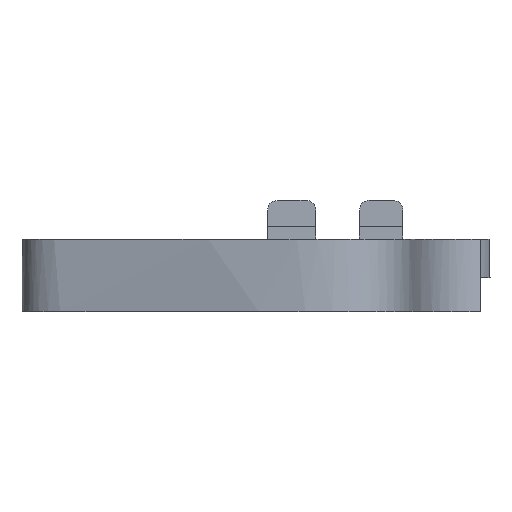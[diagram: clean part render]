
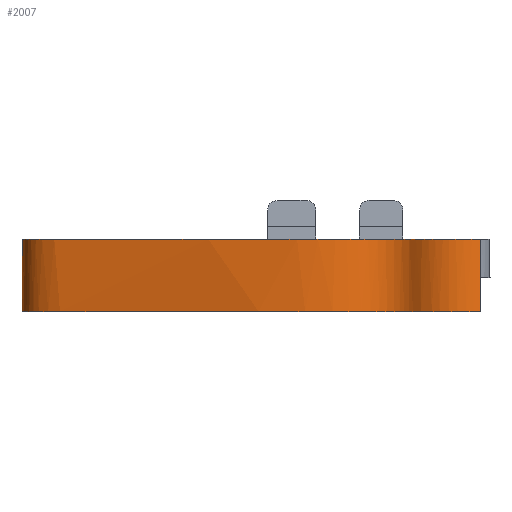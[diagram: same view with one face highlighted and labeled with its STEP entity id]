
A CAD part, left-side view. The second image highlights one B-rep face of the part: STEP entity #2007.
In plain terms, the highlighted free-form (B-spline) face has degree [5, 1] with [25, 2] control points.
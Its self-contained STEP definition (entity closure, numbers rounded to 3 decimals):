
#25=(
BOUNDED_SURFACE()
B_SPLINE_SURFACE(5,1,((#3561,#3562),(#3563,#3564),(#3565,#3566),(#3567,
#3568),(#3569,#3570),(#3571,#3572),(#3573,#3574),(#3575,#3576),(#3577,#3578),
(#3579,#3580),(#3581,#3582),(#3583,#3584),(#3585,#3586),(#3587,#3588),(#3589,
#3590),(#3591,#3592),(#3593,#3594),(#3595,#3596),(#3597,#3598),(#3599,#3600),
(#3601,#3602),(#3603,#3604),(#3605,#3606),(#3607,#3608),(#3609,#3610)),
 .UNSPECIFIED.,.F.,.F.,.F.)
B_SPLINE_SURFACE_WITH_KNOTS((6,1,1,1,1,1,1,1,1,1,1,1,1,1,1,1,1,1,1,1,6),
(2,2),(-1.,-0.95,-0.9,-0.85,-0.8,-0.75,-0.7,-0.65,-0.6,-0.55,-0.5,-0.45,
-0.4,-0.35,-0.3,-0.25,-0.2,-0.15,-0.1,-0.05,0.),(0.,0.75),.UNSPECIFIED.)
GEOMETRIC_REPRESENTATION_ITEM()
RATIONAL_B_SPLINE_SURFACE(((1.,1.),(1.,1.),(1.,1.),(1.,1.),(1.,1.),(1.,
1.),(1.,1.),(1.,1.),(1.,1.),(1.,1.),(1.,1.),(1.,1.),(1.,1.),(1.,1.),(1.,
1.),(1.,1.),(1.,1.),(1.,1.),(1.,1.),(1.,1.),(1.,1.),(1.,1.),(1.,1.),(1.,
1.),(1.,1.)))
REPRESENTATION_ITEM('')
SURFACE()
);
#32=(
BOUNDED_CURVE()
B_SPLINE_CURVE(5,(#3261,#3262,#3263,#3264,#3265,#3266,#3267,#3268,#3269,
#3270,#3271,#3272,#3273,#3274,#3275,#3276,#3277,#3278,#3279,#3280,#3281,
#3282,#3283,#3284,#3285),.UNSPECIFIED.,.F.,.F.)
B_SPLINE_CURVE_WITH_KNOTS((6,1,1,1,1,1,1,1,1,1,1,1,1,1,1,1,1,1,1,1,6),(0.,
0.05,0.1,0.15,0.2,0.25,0.3,0.35,0.4,0.45,0.5,0.55,0.6,0.65,0.7,0.75,0.8,
0.85,0.9,0.95,1.),.UNSPECIFIED.)
CURVE()
GEOMETRIC_REPRESENTATION_ITEM()
RATIONAL_B_SPLINE_CURVE((1.,1.,1.,1.,1.,1.,1.,1.,1.,1.,1.,1.,1.,1.,1.,1.,
1.,1.,1.,1.,1.,1.,1.,1.,1.))
REPRESENTATION_ITEM('')
);
#36=(
BOUNDED_CURVE()
B_SPLINE_CURVE(5,(#3449,#3450,#3451,#3452,#3453,#3454,#3455,#3456,#3457,
#3458,#3459,#3460,#3461,#3462,#3463,#3464,#3465,#3466,#3467,#3468,#3469,
#3470,#3471,#3472,#3473),.UNSPECIFIED.,.F.,.F.)
B_SPLINE_CURVE_WITH_KNOTS((6,1,1,1,1,1,1,1,1,1,1,1,1,1,1,1,1,1,1,1,6),(-1.,
-0.95,-0.9,-0.85,-0.8,-0.75,-0.7,-0.65,-0.6,-0.55,-0.5,-0.45,-0.4,-0.35,
-0.3,-0.25,-0.2,-0.15,-0.1,-0.05,0.),.UNSPECIFIED.)
CURVE()
GEOMETRIC_REPRESENTATION_ITEM()
RATIONAL_B_SPLINE_CURVE((1.,1.,1.,1.,1.,1.,1.,1.,1.,1.,1.,1.,1.,1.,1.,1.,
1.,1.,1.,1.,1.,1.,1.,1.,1.))
REPRESENTATION_ITEM('')
);
#252=FACE_OUTER_BOUND('',#371,.T.);
#371=EDGE_LOOP('',(#1882,#1883,#1884,#1885));
#600=LINE('',#3560,#829);
#601=LINE('',#3611,#830);
#829=VECTOR('',#2693,10.);
#830=VECTOR('',#2694,10.);
#1029=VERTEX_POINT('',#3239);
#1030=VERTEX_POINT('',#3260);
#1053=VERTEX_POINT('',#3446);
#1054=VERTEX_POINT('',#3448);
#1275=EDGE_CURVE('',#1030,#1029,#32,.T.);
#1313=EDGE_CURVE('',#1054,#1053,#36,.T.);
#1332=EDGE_CURVE('',#1030,#1053,#600,.T.);
#1333=EDGE_CURVE('',#1029,#1054,#601,.T.);
#1882=ORIENTED_EDGE('',*,*,#1275,.T.);
#1883=ORIENTED_EDGE('',*,*,#1333,.T.);
#1884=ORIENTED_EDGE('',*,*,#1313,.T.);
#1885=ORIENTED_EDGE('',*,*,#1332,.F.);
#2007=ADVANCED_FACE('',(#252),#25,.F.);
#2693=DIRECTION('',(0.,0.,-1.));
#2694=DIRECTION('',(0.,0.,-1.));
#3239=CARTESIAN_POINT('',(-86.,23.,-3.5));
#3260=CARTESIAN_POINT('',(-79.307,-14.075,-3.5));
#3261=CARTESIAN_POINT('Ctrl Pts',(-79.307,-14.075,-3.5));
#3262=CARTESIAN_POINT('Ctrl Pts',(-79.54,-13.495,-3.5));
#3263=CARTESIAN_POINT('Ctrl Pts',(-80.145,-12.399,-3.5));
#3264=CARTESIAN_POINT('Ctrl Pts',(-81.466,-10.941,-3.5));
#3265=CARTESIAN_POINT('Ctrl Pts',(-84.056,-9.369,-3.5));
#3266=CARTESIAN_POINT('Ctrl Pts',(-88.673,-8.038,-3.5));
#3267=CARTESIAN_POINT('Ctrl Pts',(-94.575,-7.313,-3.5));
#3268=CARTESIAN_POINT('Ctrl Pts',(-101.634,-7.222,-3.5));
#3269=CARTESIAN_POINT('Ctrl Pts',(-109.184,-7.364,-3.5));
#3270=CARTESIAN_POINT('Ctrl Pts',(-116.281,-7.085,-3.5));
#3271=CARTESIAN_POINT('Ctrl Pts',(-121.961,-5.692,-3.5));
#3272=CARTESIAN_POINT('Ctrl Pts',(-125.494,-2.633,-3.5));
#3273=CARTESIAN_POINT('Ctrl Pts',(-126.641,2.303,-3.5));
#3274=CARTESIAN_POINT('Ctrl Pts',(-125.937,8.774,-3.5));
#3275=CARTESIAN_POINT('Ctrl Pts',(-124.295,16.05,-3.5));
#3276=CARTESIAN_POINT('Ctrl Pts',(-122.585,23.173,-3.5));
#3277=CARTESIAN_POINT('Ctrl Pts',(-121.223,29.124,-3.5));
#3278=CARTESIAN_POINT('Ctrl Pts',(-119.763,32.961,-3.5));
#3279=CARTESIAN_POINT('Ctrl Pts',(-116.378,34.026,-3.5));
#3280=CARTESIAN_POINT('Ctrl Pts',(-110.798,32.663,-3.5));
#3281=CARTESIAN_POINT('Ctrl Pts',(-103.361,29.687,-3.5));
#3282=CARTESIAN_POINT('Ctrl Pts',(-96.547,26.834,-3.5));
#3283=CARTESIAN_POINT('Ctrl Pts',(-91.287,24.82,-3.5));
#3284=CARTESIAN_POINT('Ctrl Pts',(-87.765,23.588,-3.5));
#3285=CARTESIAN_POINT('Ctrl Pts',(-86.,23.,-3.5));
#3446=CARTESIAN_POINT('',(-79.307,-14.075,-11.));
#3448=CARTESIAN_POINT('',(-86.,23.,-11.));
#3449=CARTESIAN_POINT('Ctrl Pts',(-86.,23.,-11.));
#3450=CARTESIAN_POINT('Ctrl Pts',(-87.765,23.588,-11.));
#3451=CARTESIAN_POINT('Ctrl Pts',(-91.287,24.82,-11.));
#3452=CARTESIAN_POINT('Ctrl Pts',(-96.547,26.834,-11.));
#3453=CARTESIAN_POINT('Ctrl Pts',(-103.361,29.687,-11.));
#3454=CARTESIAN_POINT('Ctrl Pts',(-110.798,32.663,-11.));
#3455=CARTESIAN_POINT('Ctrl Pts',(-116.378,34.026,-11.));
#3456=CARTESIAN_POINT('Ctrl Pts',(-119.763,32.961,-11.));
#3457=CARTESIAN_POINT('Ctrl Pts',(-121.223,29.124,-11.));
#3458=CARTESIAN_POINT('Ctrl Pts',(-122.585,23.173,-11.));
#3459=CARTESIAN_POINT('Ctrl Pts',(-124.295,16.05,-11.));
#3460=CARTESIAN_POINT('Ctrl Pts',(-125.937,8.774,-11.));
#3461=CARTESIAN_POINT('Ctrl Pts',(-126.641,2.303,-11.));
#3462=CARTESIAN_POINT('Ctrl Pts',(-125.494,-2.633,-11.));
#3463=CARTESIAN_POINT('Ctrl Pts',(-121.961,-5.692,-11.));
#3464=CARTESIAN_POINT('Ctrl Pts',(-116.281,-7.085,-11.));
#3465=CARTESIAN_POINT('Ctrl Pts',(-109.184,-7.364,-11.));
#3466=CARTESIAN_POINT('Ctrl Pts',(-101.634,-7.222,-11.));
#3467=CARTESIAN_POINT('Ctrl Pts',(-94.575,-7.313,-11.));
#3468=CARTESIAN_POINT('Ctrl Pts',(-88.673,-8.038,-11.));
#3469=CARTESIAN_POINT('Ctrl Pts',(-84.056,-9.369,-11.));
#3470=CARTESIAN_POINT('Ctrl Pts',(-81.466,-10.941,-11.));
#3471=CARTESIAN_POINT('Ctrl Pts',(-80.145,-12.399,-11.));
#3472=CARTESIAN_POINT('Ctrl Pts',(-79.54,-13.495,-11.));
#3473=CARTESIAN_POINT('Ctrl Pts',(-79.307,-14.075,-11.));
#3560=CARTESIAN_POINT('',(-79.307,-14.075,-3.5));
#3561=CARTESIAN_POINT('Ctrl Pts',(-86.,23.,-3.5));
#3562=CARTESIAN_POINT('Ctrl Pts',(-86.,23.,-11.));
#3563=CARTESIAN_POINT('Ctrl Pts',(-87.765,23.588,-3.5));
#3564=CARTESIAN_POINT('Ctrl Pts',(-87.765,23.588,-11.));
#3565=CARTESIAN_POINT('Ctrl Pts',(-91.287,24.82,-3.5));
#3566=CARTESIAN_POINT('Ctrl Pts',(-91.287,24.82,-11.));
#3567=CARTESIAN_POINT('Ctrl Pts',(-96.547,26.834,-3.5));
#3568=CARTESIAN_POINT('Ctrl Pts',(-96.547,26.834,-11.));
#3569=CARTESIAN_POINT('Ctrl Pts',(-103.361,29.687,-3.5));
#3570=CARTESIAN_POINT('Ctrl Pts',(-103.361,29.687,-11.));
#3571=CARTESIAN_POINT('Ctrl Pts',(-110.798,32.663,-3.5));
#3572=CARTESIAN_POINT('Ctrl Pts',(-110.798,32.663,-11.));
#3573=CARTESIAN_POINT('Ctrl Pts',(-116.378,34.026,-3.5));
#3574=CARTESIAN_POINT('Ctrl Pts',(-116.378,34.026,-11.));
#3575=CARTESIAN_POINT('Ctrl Pts',(-119.763,32.961,-3.5));
#3576=CARTESIAN_POINT('Ctrl Pts',(-119.763,32.961,-11.));
#3577=CARTESIAN_POINT('Ctrl Pts',(-121.223,29.124,-3.5));
#3578=CARTESIAN_POINT('Ctrl Pts',(-121.223,29.124,-11.));
#3579=CARTESIAN_POINT('Ctrl Pts',(-122.585,23.173,-3.5));
#3580=CARTESIAN_POINT('Ctrl Pts',(-122.585,23.173,-11.));
#3581=CARTESIAN_POINT('Ctrl Pts',(-124.295,16.05,-3.5));
#3582=CARTESIAN_POINT('Ctrl Pts',(-124.295,16.05,-11.));
#3583=CARTESIAN_POINT('Ctrl Pts',(-125.937,8.774,-3.5));
#3584=CARTESIAN_POINT('Ctrl Pts',(-125.937,8.774,-11.));
#3585=CARTESIAN_POINT('Ctrl Pts',(-126.641,2.303,-3.5));
#3586=CARTESIAN_POINT('Ctrl Pts',(-126.641,2.303,-11.));
#3587=CARTESIAN_POINT('Ctrl Pts',(-125.494,-2.633,-3.5));
#3588=CARTESIAN_POINT('Ctrl Pts',(-125.494,-2.633,-11.));
#3589=CARTESIAN_POINT('Ctrl Pts',(-121.961,-5.692,-3.5));
#3590=CARTESIAN_POINT('Ctrl Pts',(-121.961,-5.692,-11.));
#3591=CARTESIAN_POINT('Ctrl Pts',(-116.281,-7.085,-3.5));
#3592=CARTESIAN_POINT('Ctrl Pts',(-116.281,-7.085,-11.));
#3593=CARTESIAN_POINT('Ctrl Pts',(-109.184,-7.364,-3.5));
#3594=CARTESIAN_POINT('Ctrl Pts',(-109.184,-7.364,-11.));
#3595=CARTESIAN_POINT('Ctrl Pts',(-101.634,-7.222,-3.5));
#3596=CARTESIAN_POINT('Ctrl Pts',(-101.634,-7.222,-11.));
#3597=CARTESIAN_POINT('Ctrl Pts',(-94.575,-7.313,-3.5));
#3598=CARTESIAN_POINT('Ctrl Pts',(-94.575,-7.313,-11.));
#3599=CARTESIAN_POINT('Ctrl Pts',(-88.673,-8.038,-3.5));
#3600=CARTESIAN_POINT('Ctrl Pts',(-88.673,-8.038,-11.));
#3601=CARTESIAN_POINT('Ctrl Pts',(-84.056,-9.369,-3.5));
#3602=CARTESIAN_POINT('Ctrl Pts',(-84.056,-9.369,-11.));
#3603=CARTESIAN_POINT('Ctrl Pts',(-81.466,-10.941,-3.5));
#3604=CARTESIAN_POINT('Ctrl Pts',(-81.466,-10.941,-11.));
#3605=CARTESIAN_POINT('Ctrl Pts',(-80.145,-12.399,-3.5));
#3606=CARTESIAN_POINT('Ctrl Pts',(-80.145,-12.399,-11.));
#3607=CARTESIAN_POINT('Ctrl Pts',(-79.54,-13.495,-3.5));
#3608=CARTESIAN_POINT('Ctrl Pts',(-79.54,-13.495,-11.));
#3609=CARTESIAN_POINT('Ctrl Pts',(-79.307,-14.075,-3.5));
#3610=CARTESIAN_POINT('Ctrl Pts',(-79.307,-14.075,-11.));
#3611=CARTESIAN_POINT('',(-86.,23.,-3.5));
